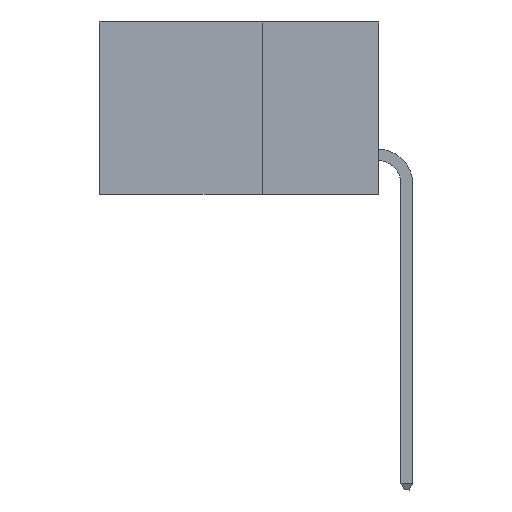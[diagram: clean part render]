
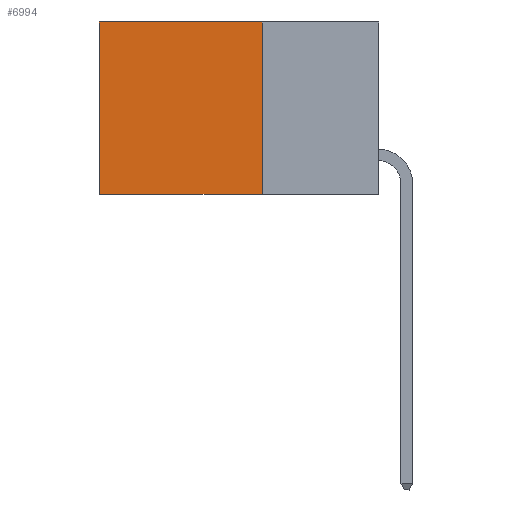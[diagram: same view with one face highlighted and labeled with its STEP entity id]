
A CAD part, left-side view. The second image highlights one B-rep face of the part: STEP entity #6994.
In plain terms, the highlighted planar face has unit normal (-1, 0, 0).
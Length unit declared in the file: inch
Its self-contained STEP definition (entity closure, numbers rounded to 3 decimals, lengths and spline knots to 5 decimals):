
#41 = CARTESIAN_POINT ( 'NONE',  ( 0.2615, 0.6, 0. ) ) ;
#328 = PLANE ( 'NONE',  #2497 ) ;
#705 = DIRECTION ( 'NONE',  ( 1., 0., 0. ) ) ;
#706 = EDGE_CURVE ( 'NONE', #17184, #11925, #832, .T. ) ;
#719 = CARTESIAN_POINT ( 'NONE',  ( 0.2615, 0.25, 0. ) ) ;
#832 = LINE ( 'NONE', #4030, #18123 ) ;
#2054 = DIRECTION ( 'NONE',  ( 0., 0., -1. ) ) ;
#2071 = DIRECTION ( 'NONE',  ( 0., 1., 0. ) ) ;
#2497 = AXIS2_PLACEMENT_3D ( 'NONE', #4784, #705, #2054 ) ;
#2672 = DIRECTION ( 'NONE',  ( 0., 0., -1. ) ) ;
#2745 = CARTESIAN_POINT ( 'NONE',  ( 0.2615, 0.6, -0.37 ) ) ;
#4030 = CARTESIAN_POINT ( 'NONE',  ( 0.2615, 0.25, -0.37 ) ) ;
#4784 = CARTESIAN_POINT ( 'NONE',  ( 0.2615, 0.25, -0.37 ) ) ;
#6077 = CARTESIAN_POINT ( 'NONE',  ( 0.2615, 0.6, -0.37 ) ) ;
#6157 = ORIENTED_EDGE ( 'NONE', *, *, #14250, .F. ) ;
#6521 = LINE ( 'NONE', #719, #11788 ) ;
#6994 = ADVANCED_FACE ( 'NONE', ( #13927 ), #328, .F. ) ;
#7042 = DIRECTION ( 'NONE',  ( 0., 1., 0. ) ) ;
#8140 = VERTEX_POINT ( 'NONE', #41 ) ;
#8882 = ORIENTED_EDGE ( 'NONE', *, *, #706, .F. ) ;
#9962 = CARTESIAN_POINT ( 'NONE',  ( 0.2615, 0.25, 0. ) ) ;
#9992 = LINE ( 'NONE', #2745, #14550 ) ;
#10046 = VECTOR ( 'NONE', #7042, 39.37008 ) ;
#10318 = EDGE_CURVE ( 'NONE', #17184, #8140, #6521, .T. ) ;
#10532 = EDGE_CURVE ( 'NONE', #8140, #12572, #9992, .T. ) ;
#11788 = VECTOR ( 'NONE', #2071, 39.37008 ) ;
#11925 = VERTEX_POINT ( 'NONE', #16238 ) ;
#12572 = VERTEX_POINT ( 'NONE', #6077 ) ;
#12920 = CARTESIAN_POINT ( 'NONE',  ( 0.2615, 0.25, -0.37 ) ) ;
#13927 = FACE_OUTER_BOUND ( 'NONE', #15415, .T. ) ;
#14176 = LINE ( 'NONE', #12920, #10046 ) ;
#14250 = EDGE_CURVE ( 'NONE', #11925, #12572, #14176, .T. ) ;
#14550 = VECTOR ( 'NONE', #18532, 39.37008 ) ;
#15415 = EDGE_LOOP ( 'NONE', ( #15459, #6157, #8882, #16923 ) ) ;
#15459 = ORIENTED_EDGE ( 'NONE', *, *, #10532, .T. ) ;
#16238 = CARTESIAN_POINT ( 'NONE',  ( 0.2615, 0.25, -0.37 ) ) ;
#16923 = ORIENTED_EDGE ( 'NONE', *, *, #10318, .T. ) ;
#17184 = VERTEX_POINT ( 'NONE', #9962 ) ;
#18123 = VECTOR ( 'NONE', #2672, 39.37008 ) ;
#18532 = DIRECTION ( 'NONE',  ( 0., 0., -1. ) ) ;
